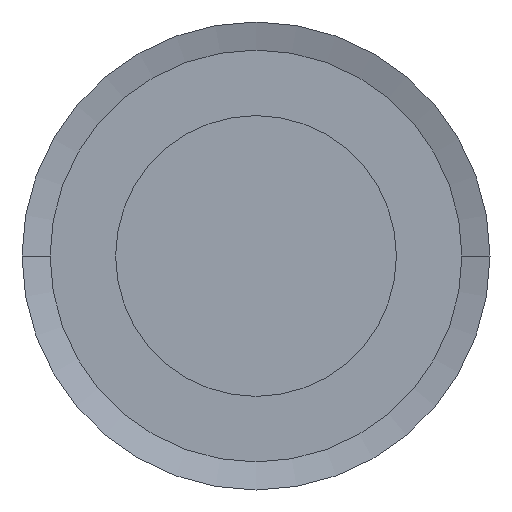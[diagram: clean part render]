
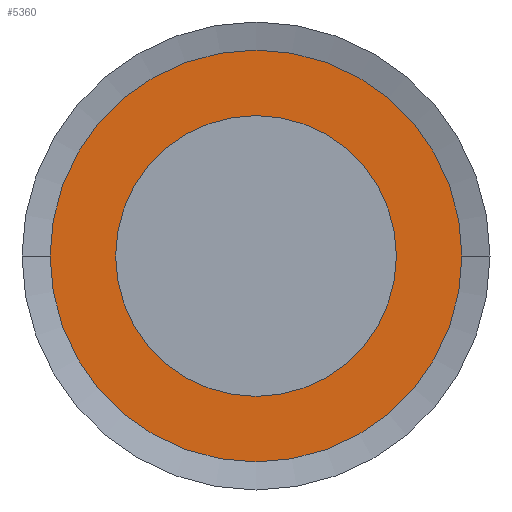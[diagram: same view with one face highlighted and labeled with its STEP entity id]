
A CAD part, left-side view. The second image highlights one B-rep face of the part: STEP entity #5360.
In plain terms, the highlighted face is planar.
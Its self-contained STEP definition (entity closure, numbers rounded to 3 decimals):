
#5168=CARTESIAN_POINT('',(0.,1.,7.5));
#5169=VERTEX_POINT('',#5168);
#5185=CARTESIAN_POINT('',(-0.,1.,-7.5));
#5186=VERTEX_POINT('',#5185);
#5193=CARTESIAN_POINT('',(0.,1.,0.));
#5194=DIRECTION('',(0.,-1.,0.));
#5195=DIRECTION('',(0.,0.,-1.));
#5196=AXIS2_PLACEMENT_3D('',#5193,#5194,#5195);
#5197=CIRCLE('',#5196,7.5);
#5198=EDGE_CURVE('',#5169,#5186,#5197,.T.);
#5308=CARTESIAN_POINT('',(-0.,1.,-11.));
#5309=VERTEX_POINT('',#5308);
#5317=CARTESIAN_POINT('',(0.,1.,11.));
#5318=VERTEX_POINT('',#5317);
#5325=CARTESIAN_POINT('',(0.,1.,0.));
#5326=DIRECTION('',(0.,-1.,0.));
#5327=DIRECTION('',(0.,0.,-1.));
#5328=AXIS2_PLACEMENT_3D('',#5325,#5326,#5327);
#5329=CIRCLE('',#5328,11.);
#5330=EDGE_CURVE('',#5318,#5309,#5329,.T.);
#5335=CARTESIAN_POINT('',(11.,1.,0.));
#5336=DIRECTION('',(0.,1.,0.));
#5337=DIRECTION('',(0.,0.,1.));
#5338=AXIS2_PLACEMENT_3D('',#5335,#5336,#5337);
#5339=PLANE('',#5338);
#5340=CARTESIAN_POINT('',(0.,1.,0.));
#5341=DIRECTION('',(0.,-1.,0.));
#5342=DIRECTION('',(0.,0.,-1.));
#5343=AXIS2_PLACEMENT_3D('',#5340,#5341,#5342);
#5344=CIRCLE('',#5343,7.5);
#5345=EDGE_CURVE('',#5186,#5169,#5344,.T.);
#5346=ORIENTED_EDGE('',*,*,#5345,.T.);
#5347=ORIENTED_EDGE('',*,*,#5198,.T.);
#5348=EDGE_LOOP('',(#5346,#5347));
#5349=FACE_BOUND('',#5348,.T.);
#5350=ORIENTED_EDGE('',*,*,#5330,.F.);
#5351=CARTESIAN_POINT('',(0.,1.,0.));
#5352=DIRECTION('',(0.,-1.,0.));
#5353=DIRECTION('',(0.,0.,-1.));
#5354=AXIS2_PLACEMENT_3D('',#5351,#5352,#5353);
#5355=CIRCLE('',#5354,11.);
#5356=EDGE_CURVE('',#5309,#5318,#5355,.T.);
#5357=ORIENTED_EDGE('',*,*,#5356,.F.);
#5358=EDGE_LOOP('',(#5350,#5357));
#5359=FACE_BOUND('',#5358,.T.);
#5360=ADVANCED_FACE('',(#5349,#5359),#5339,.T.);
